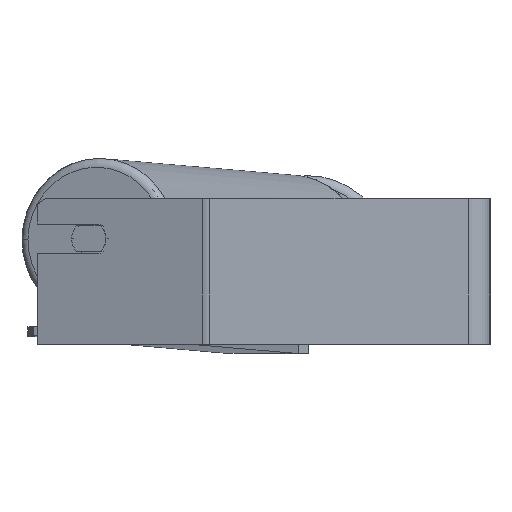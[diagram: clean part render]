
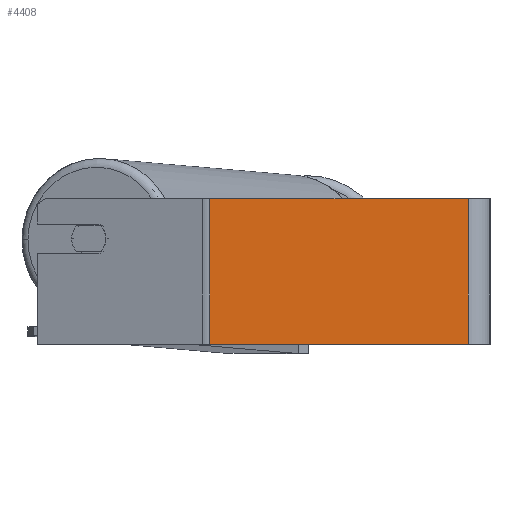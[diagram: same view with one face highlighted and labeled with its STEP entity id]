
A CAD part, left-side view. The second image highlights one B-rep face of the part: STEP entity #4408.
In plain terms, the highlighted planar face has unit normal (-1, 0, 0).
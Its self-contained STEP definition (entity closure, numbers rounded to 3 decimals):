
#367 = VERTEX_POINT ( 'NONE', #5615 ) ;
#425 = ORIENTED_EDGE ( 'NONE', *, *, #4398, .T. ) ;
#464 = AXIS2_PLACEMENT_3D ( 'NONE', #4978, #881, #6291 ) ;
#655 = DIRECTION ( 'NONE',  ( 0., -1., 0. ) ) ;
#881 = DIRECTION ( 'NONE',  ( 1., 0., 0. ) ) ;
#1025 = VECTOR ( 'NONE', #6768, 1000. ) ;
#1253 = CARTESIAN_POINT ( 'NONE',  ( -525., 12., 40. ) ) ;
#1664 = PLANE ( 'NONE',  #464 ) ;
#1863 = ORIENTED_EDGE ( 'NONE', *, *, #7953, .T. ) ;
#2077 = FACE_OUTER_BOUND ( 'NONE', #7279, .T. ) ;
#2086 = DIRECTION ( 'NONE',  ( 0., 0., -1. ) ) ;
#2219 = VECTOR ( 'NONE', #655, 1000. ) ;
#2279 = VERTEX_POINT ( 'NONE', #4052 ) ;
#2289 = EDGE_CURVE ( 'NONE', #3227, #367, #2586, .T. ) ;
#2586 = LINE ( 'NONE', #2720, #1025 ) ;
#2720 = CARTESIAN_POINT ( 'NONE',  ( -525., 12., 40. ) ) ;
#2792 = VERTEX_POINT ( 'NONE', #5599 ) ;
#3227 = VERTEX_POINT ( 'NONE', #1253 ) ;
#3460 = LINE ( 'NONE', #6817, #8501 ) ;
#3519 = DIRECTION ( 'NONE',  ( 0., -1., 0. ) ) ;
#4052 = CARTESIAN_POINT ( 'NONE',  ( -525., 153.758, 40. ) ) ;
#4199 = ORIENTED_EDGE ( 'NONE', *, *, #2289, .F. ) ;
#4398 = EDGE_CURVE ( 'NONE', #2792, #367, #6940, .T. ) ;
#4408 = ADVANCED_FACE ( 'NONE', ( #2077 ), #1664, .F. ) ;
#4978 = CARTESIAN_POINT ( 'NONE',  ( -525., 155.874, 40. ) ) ;
#5595 = LINE ( 'NONE', #7649, #7021 ) ;
#5599 = CARTESIAN_POINT ( 'NONE',  ( -525., 153.758, -40. ) ) ;
#5615 = CARTESIAN_POINT ( 'NONE',  ( -525., 12., -40. ) ) ;
#6162 = CARTESIAN_POINT ( 'NONE',  ( -525., 155.874, -40. ) ) ;
#6291 = DIRECTION ( 'NONE',  ( 0., 0., -1. ) ) ;
#6370 = EDGE_CURVE ( 'NONE', #2279, #3227, #5595, .T. ) ;
#6768 = DIRECTION ( 'NONE',  ( 0., 0., -1. ) ) ;
#6817 = CARTESIAN_POINT ( 'NONE',  ( -525., 153.758, 40. ) ) ;
#6838 = ORIENTED_EDGE ( 'NONE', *, *, #6370, .F. ) ;
#6940 = LINE ( 'NONE', #6162, #2219 ) ;
#7021 = VECTOR ( 'NONE', #3519, 1000. ) ;
#7279 = EDGE_LOOP ( 'NONE', ( #425, #4199, #6838, #1863 ) ) ;
#7649 = CARTESIAN_POINT ( 'NONE',  ( -525., 155.874, 40. ) ) ;
#7953 = EDGE_CURVE ( 'NONE', #2279, #2792, #3460, .T. ) ;
#8501 = VECTOR ( 'NONE', #2086, 1000. ) ;
